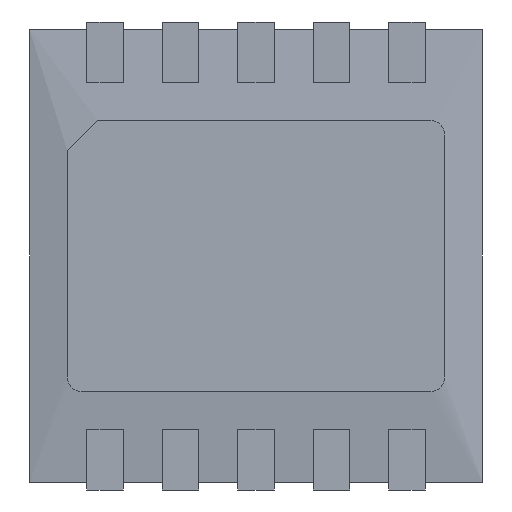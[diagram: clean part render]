
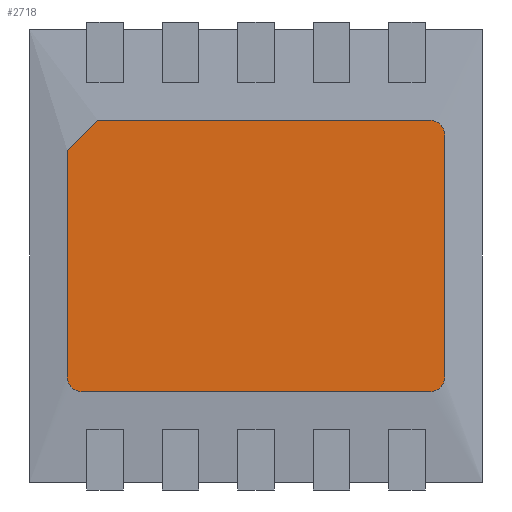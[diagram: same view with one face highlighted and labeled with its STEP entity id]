
A CAD part, front view. The second image highlights one B-rep face of the part: STEP entity #2718.
In plain terms, the highlighted planar face has unit normal (0, -1, 0).
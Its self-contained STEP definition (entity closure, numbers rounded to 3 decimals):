
#2530 = CARTESIAN_POINT ( 'NONE',  ( 1.25, 0., 0.8 ) ) ;
#2531 = VERTEX_POINT ( 'NONE', #2530 ) ;
#2538 = CARTESIAN_POINT ( 'NONE',  ( 1.25, 0., -0.8 ) ) ;
#2539 = VERTEX_POINT ( 'NONE', #2538 ) ;
#2540 = CARTESIAN_POINT ( 'NONE',  ( 1.25, 0., -0.9 ) ) ;
#2541 = DIRECTION ( 'NONE',  ( 0., 0., 1. ) ) ;
#2542 = VECTOR ( 'NONE', #2541, 1000. ) ;
#2543 = LINE ( 'NONE', #2540, #2542 ) ;
#2544 = EDGE_CURVE ( 'NONE', #2539, #2531, #2543, .T. ) ;
#2560 = CARTESIAN_POINT ( 'NONE',  ( 1.15, 0., 0.9 ) ) ;
#2561 = VERTEX_POINT ( 'NONE', #2560 ) ;
#2562 = CARTESIAN_POINT ( 'NONE',  ( -1.05, 0., 0.9 ) ) ;
#2563 = VERTEX_POINT ( 'NONE', #2562 ) ;
#2564 = CARTESIAN_POINT ( 'NONE',  ( -1.25, 0., 0.9 ) ) ;
#2565 = DIRECTION ( 'NONE',  ( -1., 0., 0. ) ) ;
#2566 = VECTOR ( 'NONE', #2565, 1000. ) ;
#2567 = LINE ( 'NONE', #2564, #2566 ) ;
#2568 = EDGE_CURVE ( 'NONE', #2561, #2563, #2567, .T. ) ;
#2610 = CARTESIAN_POINT ( 'NONE',  ( -1.25, 0., -0.8 ) ) ;
#2611 = VERTEX_POINT ( 'NONE', #2610 ) ;
#2618 = CARTESIAN_POINT ( 'NONE',  ( -1.25, 0., 0.7 ) ) ;
#2619 = VERTEX_POINT ( 'NONE', #2618 ) ;
#2620 = CARTESIAN_POINT ( 'NONE',  ( -1.25, 0., -0.9 ) ) ;
#2621 = DIRECTION ( 'NONE',  ( 0., 0., -1. ) ) ;
#2622 = VECTOR ( 'NONE', #2621, 1000. ) ;
#2623 = LINE ( 'NONE', #2620, #2622 ) ;
#2624 = EDGE_CURVE ( 'NONE', #2619, #2611, #2623, .T. ) ;
#2650 = CARTESIAN_POINT ( 'NONE',  ( 1.15, 0., -0.9 ) ) ;
#2651 = VERTEX_POINT ( 'NONE', #2650 ) ;
#2658 = CARTESIAN_POINT ( 'NONE',  ( -1.15, 0., -0.9 ) ) ;
#2659 = VERTEX_POINT ( 'NONE', #2658 ) ;
#2660 = CARTESIAN_POINT ( 'NONE',  ( -1.25, 0., -0.9 ) ) ;
#2661 = DIRECTION ( 'NONE',  ( 1., 0., 0. ) ) ;
#2662 = VECTOR ( 'NONE', #2661, 1000. ) ;
#2663 = LINE ( 'NONE', #2660, #2662 ) ;
#2664 = EDGE_CURVE ( 'NONE', #2659, #2651, #2663, .T. ) ;
#2680 = ORIENTED_EDGE ( 'NONE', *, *, #2544, .T. ) ;
#2681 = CARTESIAN_POINT ( 'NONE',  ( 1.15, 0., 0.8 ) ) ;
#2682 = DIRECTION ( 'NONE',  ( 0., -1., 0. ) ) ;
#2683 = DIRECTION ( 'NONE',  ( 0., 0., 1. ) ) ;
#2684 = AXIS2_PLACEMENT_3D ( 'NONE', #2681, #2682, #2683 ) ;
#2685 = CIRCLE ( 'NONE', #2684, 0.1) ;
#2686 = EDGE_CURVE ( 'NONE', #2531, #2561, #2685, .T. ) ;
#2687 = ORIENTED_EDGE ( 'NONE', *, *, #2686, .T. ) ;
#2688 = ORIENTED_EDGE ( 'NONE', *, *, #2568, .T. ) ;
#2689 = CARTESIAN_POINT ( 'NONE',  ( -1.25, 0., 0.7 ) ) ;
#2690 = DIRECTION ( 'NONE',  ( -0.707, 0., -0.707 ) ) ;
#2691 = VECTOR ( 'NONE', #2690, 1000. ) ;
#2692 = LINE ( 'NONE', #2689, #2691 ) ;
#2693 = EDGE_CURVE ( 'NONE', #2563, #2619, #2692, .T. ) ;
#2694 = ORIENTED_EDGE ( 'NONE', *, *, #2693, .T. ) ;
#2695 = ORIENTED_EDGE ( 'NONE', *, *, #2624, .T. ) ;
#2696 = CARTESIAN_POINT ( 'NONE',  ( -1.15, 0., -0.8 ) ) ;
#2697 = DIRECTION ( 'NONE',  ( 0., -1., 0. ) ) ;
#2698 = DIRECTION ( 'NONE',  ( 0., 0., 1. ) ) ;
#2699 = AXIS2_PLACEMENT_3D ( 'NONE', #2696, #2697, #2698 ) ;
#2700 = CIRCLE ( 'NONE', #2699, 0.1) ;
#2701 = EDGE_CURVE ( 'NONE', #2611, #2659, #2700, .T. ) ;
#2702 = ORIENTED_EDGE ( 'NONE', *, *, #2701, .T. ) ;
#2703 = ORIENTED_EDGE ( 'NONE', *, *, #2664, .T. ) ;
#2704 = CARTESIAN_POINT ( 'NONE',  ( 1.15, 0., -0.8 ) ) ;
#2705 = DIRECTION ( 'NONE',  ( 0., -1., 0. ) ) ;
#2706 = DIRECTION ( 'NONE',  ( 0., 0., 1. ) ) ;
#2707 = AXIS2_PLACEMENT_3D ( 'NONE', #2704, #2705, #2706 ) ;
#2708 = CIRCLE ( 'NONE', #2707, 0.1) ;
#2709 = EDGE_CURVE ( 'NONE', #2651, #2539, #2708, .T. ) ;
#2710 = ORIENTED_EDGE ( 'NONE', *, *, #2709, .T. ) ;
#2711 = EDGE_LOOP ( 'NONE', ( #2680, #2687, #2688, #2694, #2695, #2702, #2703, #2710 ) ) ;
#2712 = FACE_OUTER_BOUND ( 'NONE', #2711, .T. ) ;
#2713 = CARTESIAN_POINT ( 'NONE',  ( 0., 0., 0. ) ) ;
#2714 = DIRECTION ( 'NONE',  ( 0., 1., 0. ) ) ;
#2715 = DIRECTION ( 'NONE',  ( 0., 0., 1. ) ) ;
#2716 = AXIS2_PLACEMENT_3D ( 'NONE', #2713, #2714, #2715 ) ;
#2717 = PLANE ( 'NONE', #2716 ) ;
#2718 = ADVANCED_FACE ( 'NONE', ( #2712 ), #2717, .F. ) ;
